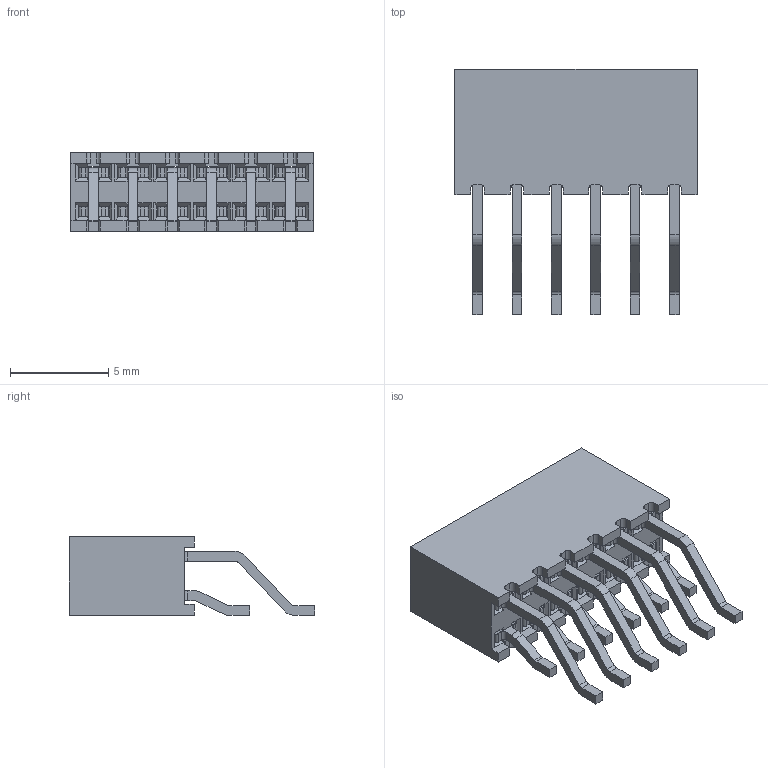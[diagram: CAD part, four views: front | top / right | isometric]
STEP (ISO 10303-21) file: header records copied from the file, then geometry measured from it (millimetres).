
FILE_DESCRIPTION(/* description */ ('Unknown'),/* implementation_level */ '2;1');
FILE_NAME(/* name */ 'J_Wurth_WR-PHD_621112284621',/* time_stamp */ '2025-04-28T16:36:12+08:00',/* author */ ('Unknown'),/* organization */ ('Unknown'),/* preprocessor_version */ 'ST-DEVELOPER v19.4',/* originating_system */ 'Solid Edge',/* authorisation */ 'Unknown');
FILE_SCHEMA (('AUTOMOTIVE_DESIGN {1 0 10303 214 3 1 1}'));
Length unit declared in the file: millimetre
Products named in the file (2): J_Wurth_WR-PHD_621112284621
Assembly tree (1 placements, depth 2):
  J_Wurth_WR-PHD_621112284621
    J_Wurth_WR-PHD_621112284621
Bounding box: 12.3 x 12.45 x 4 mm (x, y, z)
Volume: 278.5 mm3; surface area: 938.3 mm2
Topology: 1 solids, 1 shells, 1198 faces, 3552 edges, 2320 vertices
Faces by surface type: plane 862, cylinder 336
Entity records: 48365 total; most frequent: ORIENTED_EDGE 7104, CARTESIAN_POINT 7072, DIRECTION 6672, EDGE_CURVE 3552, LINE 2832, VECTOR 2832, VERTEX_POINT 2320, AXIS2_PLACEMENT_3D 1920
